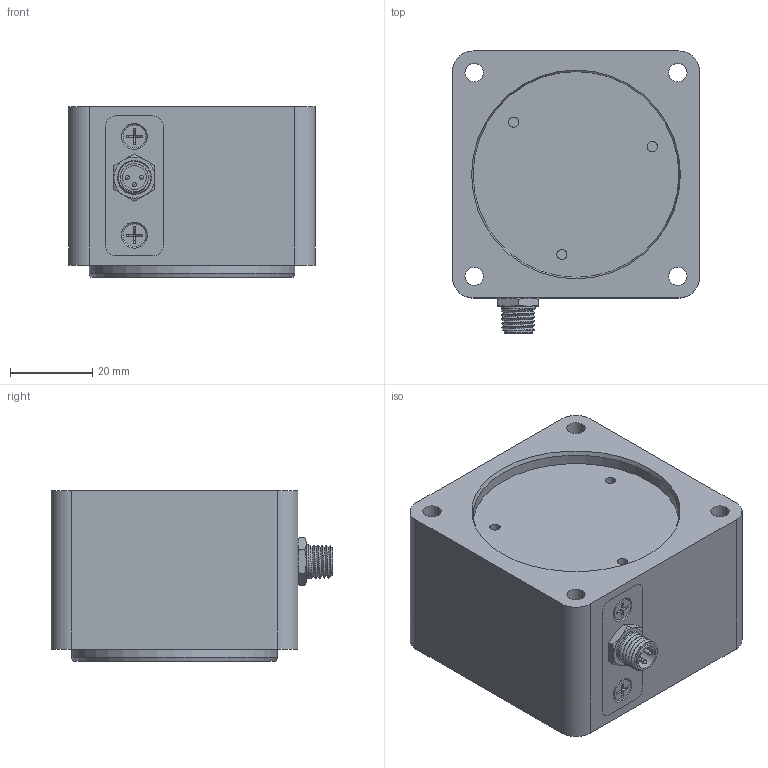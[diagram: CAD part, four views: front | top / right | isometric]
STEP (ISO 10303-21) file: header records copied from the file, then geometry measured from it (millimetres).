
FILE_DESCRIPTION(/* description */ (''),/* implementation_level */ '2;1');
FILE_NAME(/* name */ 'D-00003790.stp',/* time_stamp */ '2022-04-05T15:47:13+02:00',/* author */ ('angelika.schneid'),/* organization */ (''),/* preprocessor_version */ 'ST-DEVELOPER v17.2',/* originating_system */ 'Autodesk Inventor 2019',/* authorisation */ '');
FILE_SCHEMA (('AUTOMOTIVE_DESIGN { 1 0 10303 214 3 1 1 }'));
Length unit declared in the file: millimetre
Products named in the file (1): D-00003790
Bounding box: 60 x 68.5 x 41.5 mm (x, y, z)
Volume: 133918.5 mm3; surface area: 22159.8 mm2
Topology: 5 solids, 5 shells, 220 faces, 575 edges, 384 vertices
Faces by surface type: plane 112, cylinder 71, cone 27, bspline 4, torus 3, sphere 3
Full cylindrical faces by diameter (mm): 1 x3, 1.4 x3, 2.459 x5, 3 x4, 3.4 x2, 4.5 x4, 5.5 x2, 5.8 x1, 6.84 x1, 8 x5, 8.1 x1, 8.2 x1, 46 x1, 50 x2
Entity records: 10006 total; most frequent: CARTESIAN_POINT 4428, ORIENTED_EDGE 1140, DIRECTION 1056, EDGE_CURVE 570, AXIS2_PLACEMENT_3D 396, VERTEX_POINT 384, LINE 264, VECTOR 264
